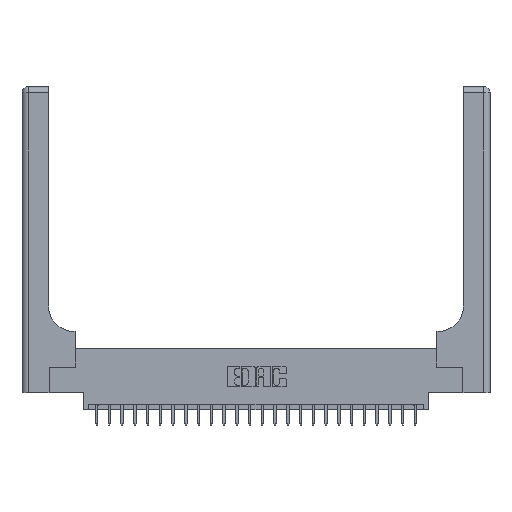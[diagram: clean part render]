
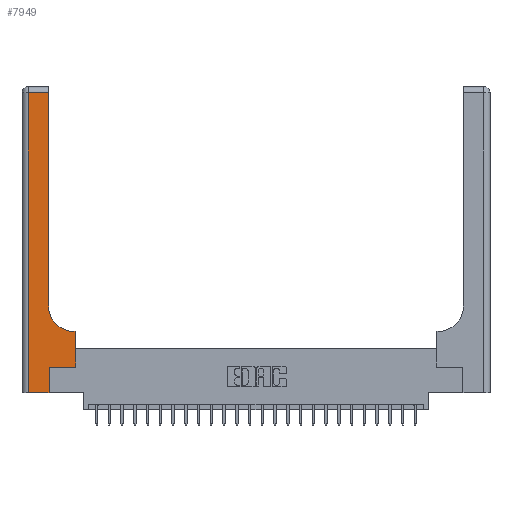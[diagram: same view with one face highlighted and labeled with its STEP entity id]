
A CAD part, top view. The second image highlights one B-rep face of the part: STEP entity #7949.
In plain terms, the highlighted planar face has unit normal (0, 0, 1).
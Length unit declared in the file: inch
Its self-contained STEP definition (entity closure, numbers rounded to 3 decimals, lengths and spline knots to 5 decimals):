
#15 = VERTEX_POINT ( 'NONE', #14683 ) ;
#252 = VECTOR ( 'NONE', #18347, 39.37008 ) ;
#473 = CARTESIAN_POINT ( 'NONE',  ( 0., 2.94, 0.37 ) ) ;
#626 = VERTEX_POINT ( 'NONE', #16265 ) ;
#1261 = DIRECTION ( 'NONE',  ( 0., 0., -1. ) ) ;
#1341 = EDGE_CURVE ( 'NONE', #11171, #16235, #11290, .T. ) ;
#1537 = PLANE ( 'NONE',  #15774 ) ;
#1618 = DIRECTION ( 'NONE',  ( 0., 0., -1. ) ) ;
#1678 = LINE ( 'NONE', #18440, #6229 ) ;
#1789 = CARTESIAN_POINT ( 'NONE',  ( 0.265, 0.25, 0.37 ) ) ;
#1790 = ORIENTED_EDGE ( 'NONE', *, *, #12065, .T. ) ;
#1911 = LINE ( 'NONE', #5857, #16546 ) ;
#2423 = DIRECTION ( 'NONE',  ( -1., 0., 0. ) ) ;
#2530 = VERTEX_POINT ( 'NONE', #23362 ) ;
#2964 = CARTESIAN_POINT ( 'NONE',  ( 0., 0., 0.37 ) ) ;
#3049 = EDGE_CURVE ( 'NONE', #16044, #18031, #1911, .T. ) ;
#3128 = ORIENTED_EDGE ( 'NONE', *, *, #23011, .T. ) ;
#3136 = EDGE_LOOP ( 'NONE', ( #19099, #3128, #10287, #21196, #1790, #7884, #6312, #23743, #15534 ) ) ;
#4041 = LINE ( 'NONE', #22865, #18584 ) ;
#5019 = CARTESIAN_POINT ( 'NONE',  ( 0.528, 0.25, 0.37 ) ) ;
#5068 = DIRECTION ( 'NONE',  ( 0., -1., 0. ) ) ;
#5089 = CARTESIAN_POINT ( 'NONE',  ( 0.26, 3., 0.37 ) ) ;
#5156 = FACE_OUTER_BOUND ( 'NONE', #3136, .T. ) ;
#5403 = LINE ( 'NONE', #5089, #252 ) ;
#5857 = CARTESIAN_POINT ( 'NONE',  ( 0.265, 0.25, 0.37 ) ) ;
#6018 = CARTESIAN_POINT ( 'NONE',  ( 0.528, 0.6, 0.37 ) ) ;
#6057 = EDGE_CURVE ( 'NONE', #9041, #11171, #4041, .T. ) ;
#6229 = VECTOR ( 'NONE', #9018, 39.37008 ) ;
#6312 = ORIENTED_EDGE ( 'NONE', *, *, #19612, .T. ) ;
#6609 = CARTESIAN_POINT ( 'NONE',  ( 0.26, 0.85, 0.37 ) ) ;
#6818 = VECTOR ( 'NONE', #2423, 39.37008 ) ;
#7135 = VECTOR ( 'NONE', #23722, 39.37008 ) ;
#7884 = ORIENTED_EDGE ( 'NONE', *, *, #3049, .T. ) ;
#7949 = ADVANCED_FACE ( 'NONE', ( #5156 ), #1537, .F. ) ;
#8519 = LINE ( 'NONE', #12635, #12951 ) ;
#9018 = DIRECTION ( 'NONE',  ( 0., 1., 0. ) ) ;
#9041 = VERTEX_POINT ( 'NONE', #6018 ) ;
#9216 = EDGE_CURVE ( 'NONE', #16235, #626, #5403, .T. ) ;
#10287 = ORIENTED_EDGE ( 'NONE', *, *, #24403, .T. ) ;
#11171 = VERTEX_POINT ( 'NONE', #16239 ) ;
#11290 = CIRCLE ( 'NONE', #11565, 0.25 ) ;
#11565 = AXIS2_PLACEMENT_3D ( 'NONE', #12726, #1261, #14613 ) ;
#11682 = DIRECTION ( 'NONE',  ( -1., 0., 0. ) ) ;
#11844 = LINE ( 'NONE', #473, #6818 ) ;
#12065 = EDGE_CURVE ( 'NONE', #15, #16044, #1678, .T. ) ;
#12635 = CARTESIAN_POINT ( 'NONE',  ( 0.06, 3., 0.37 ) ) ;
#12726 = CARTESIAN_POINT ( 'NONE',  ( 0.51, 0.85, 0.37 ) ) ;
#12951 = VECTOR ( 'NONE', #5068, 39.37008 ) ;
#14380 = LINE ( 'NONE', #5019, #24246 ) ;
#14613 = DIRECTION ( 'NONE',  ( 1., 0., 0. ) ) ;
#14683 = CARTESIAN_POINT ( 'NONE',  ( 0.265, 0., 0.37 ) ) ;
#14977 = DIRECTION ( 'NONE',  ( -1., 0., 0. ) ) ;
#15534 = ORIENTED_EDGE ( 'NONE', *, *, #1341, .T. ) ;
#15774 = AXIS2_PLACEMENT_3D ( 'NONE', #22370, #1618, #14977 ) ;
#16044 = VERTEX_POINT ( 'NONE', #1789 ) ;
#16235 = VERTEX_POINT ( 'NONE', #6609 ) ;
#16239 = CARTESIAN_POINT ( 'NONE',  ( 0.51, 0.6, 0.37 ) ) ;
#16265 = CARTESIAN_POINT ( 'NONE',  ( 0.26, 2.94, 0.37 ) ) ;
#16403 = DIRECTION ( 'NONE',  ( 0., 1., 0. ) ) ;
#16546 = VECTOR ( 'NONE', #17255, 39.37008 ) ;
#17255 = DIRECTION ( 'NONE',  ( 1., 0., 0. ) ) ;
#17662 = VERTEX_POINT ( 'NONE', #19471 ) ;
#18031 = VERTEX_POINT ( 'NONE', #24456 ) ;
#18347 = DIRECTION ( 'NONE',  ( 0., 1., 0. ) ) ;
#18440 = CARTESIAN_POINT ( 'NONE',  ( 0.265, 0., 0.37 ) ) ;
#18584 = VECTOR ( 'NONE', #11682, 39.37008 ) ;
#19099 = ORIENTED_EDGE ( 'NONE', *, *, #9216, .T. ) ;
#19471 = CARTESIAN_POINT ( 'NONE',  ( 0.06, 2.94, 0.37 ) ) ;
#19612 = EDGE_CURVE ( 'NONE', #18031, #9041, #14380, .T. ) ;
#21196 = ORIENTED_EDGE ( 'NONE', *, *, #22270, .T. ) ;
#22270 = EDGE_CURVE ( 'NONE', #2530, #15, #22688, .T. ) ;
#22370 = CARTESIAN_POINT ( 'NONE',  ( 0., 3., 0.37 ) ) ;
#22688 = LINE ( 'NONE', #2964, #7135 ) ;
#22865 = CARTESIAN_POINT ( 'NONE',  ( 0.26, 0.6, 0.37 ) ) ;
#23011 = EDGE_CURVE ( 'NONE', #626, #17662, #11844, .T. ) ;
#23362 = CARTESIAN_POINT ( 'NONE',  ( 0.06, 0., 0.37 ) ) ;
#23722 = DIRECTION ( 'NONE',  ( 1., 0., 0. ) ) ;
#23743 = ORIENTED_EDGE ( 'NONE', *, *, #6057, .T. ) ;
#24246 = VECTOR ( 'NONE', #16403, 39.37008 ) ;
#24403 = EDGE_CURVE ( 'NONE', #17662, #2530, #8519, .T. ) ;
#24456 = CARTESIAN_POINT ( 'NONE',  ( 0.528, 0.25, 0.37 ) ) ;
